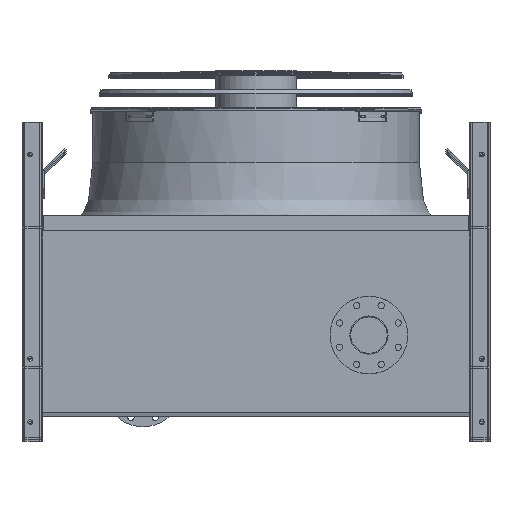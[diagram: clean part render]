
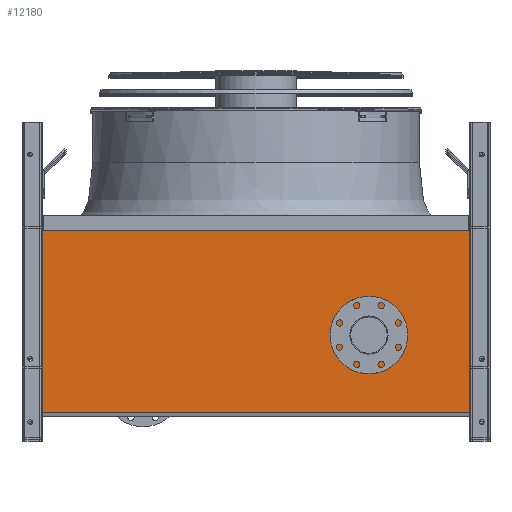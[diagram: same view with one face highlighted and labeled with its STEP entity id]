
A CAD part, top view. The second image highlights one B-rep face of the part: STEP entity #12180.
In plain terms, the highlighted planar face has unit normal (0, 0, 1).
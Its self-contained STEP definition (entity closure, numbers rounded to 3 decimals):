
#312 = AXIS2_PLACEMENT_3D ( 'NONE', #16512, #16485, #16467 ) ;
#328 = LINE ( 'NONE', #6615, #23165 ) ;
#653 = CIRCLE ( 'NONE', #14135, 54. ) ;
#1534 = ORIENTED_EDGE ( 'NONE', *, *, #20005, .F. ) ;
#2052 = VECTOR ( 'NONE', #3575, 1000. ) ;
#2125 = EDGE_LOOP ( 'NONE', ( #9632, #11971, #21580, #5795 ) ) ;
#2643 = CARTESIAN_POINT ( 'NONE',  ( 605., 515., 240. ) ) ;
#3575 = DIRECTION ( 'NONE',  ( 0., 1., 0. ) ) ;
#4206 = DIRECTION ( 'NONE',  ( 0., 0., 1. ) ) ;
#4961 = DIRECTION ( 'NONE',  ( 1., 0., 0. ) ) ;
#5603 = VERTEX_POINT ( 'NONE', #2643 ) ;
#5795 = ORIENTED_EDGE ( 'NONE', *, *, #19986, .T. ) ;
#5907 = VERTEX_POINT ( 'NONE', #20887 ) ;
#6252 = VECTOR ( 'NONE', #8379, 1000. ) ;
#6615 = CARTESIAN_POINT ( 'NONE',  ( -605., 0., 240. ) ) ;
#7038 = CARTESIAN_POINT ( 'NONE',  ( 374., 220., 240. ) ) ;
#8246 = CARTESIAN_POINT ( 'NONE',  ( 320., 220., 240. ) ) ;
#8379 = DIRECTION ( 'NONE',  ( -1., 0., 0. ) ) ;
#9515 = EDGE_LOOP ( 'NONE', ( #1534 ) ) ;
#9632 = ORIENTED_EDGE ( 'NONE', *, *, #19640, .T. ) ;
#9744 = LINE ( 'NONE', #19370, #14679 ) ;
#10246 = CARTESIAN_POINT ( 'NONE',  ( 605., 515., 240. ) ) ;
#11971 = ORIENTED_EDGE ( 'NONE', *, *, #19604, .T. ) ;
#12180 = ADVANCED_FACE ( 'NONE', ( #22604, #23095 ), #16528, .T. ) ;
#12367 = LINE ( 'NONE', #16293, #2052 ) ;
#14135 = AXIS2_PLACEMENT_3D ( 'NONE', #8246, #4206, #18729 ) ;
#14679 = VECTOR ( 'NONE', #17617, 1000. ) ;
#15956 = LINE ( 'NONE', #10246, #6252 ) ;
#16293 = CARTESIAN_POINT ( 'NONE',  ( 605., 0., 240. ) ) ;
#16467 = DIRECTION ( 'NONE',  ( 1., 0., 0. ) ) ;
#16485 = DIRECTION ( 'NONE',  ( 0., 0., 1. ) ) ;
#16512 = CARTESIAN_POINT ( 'NONE',  ( 0., 0., 240. ) ) ;
#16528 = PLANE ( 'NONE',  #312 ) ;
#17186 = CARTESIAN_POINT ( 'NONE',  ( 605., 0., 240. ) ) ;
#17617 = DIRECTION ( 'NONE',  ( 0., -1., 0. ) ) ;
#18729 = DIRECTION ( 'NONE',  ( 1., 0., 0. ) ) ;
#18766 = VERTEX_POINT ( 'NONE', #17186 ) ;
#19370 = CARTESIAN_POINT ( 'NONE',  ( -605., 515., 240. ) ) ;
#19604 = EDGE_CURVE ( 'NONE', #5907, #18766, #328, .T. ) ;
#19640 = EDGE_CURVE ( 'NONE', #20457, #5907, #9744, .T. ) ;
#19900 = EDGE_CURVE ( 'NONE', #18766, #5603, #12367, .T. ) ;
#19986 = EDGE_CURVE ( 'NONE', #5603, #20457, #15956, .T. ) ;
#20005 = EDGE_CURVE ( 'NONE', #20399, #20399, #653, .T. ) ;
#20399 = VERTEX_POINT ( 'NONE', #7038 ) ;
#20457 = VERTEX_POINT ( 'NONE', #23196 ) ;
#20887 = CARTESIAN_POINT ( 'NONE',  ( -605., 0., 240. ) ) ;
#21580 = ORIENTED_EDGE ( 'NONE', *, *, #19900, .T. ) ;
#22604 = FACE_OUTER_BOUND ( 'NONE', #2125, .T. ) ;
#23095 = FACE_BOUND ( 'NONE', #9515, .T. ) ;
#23165 = VECTOR ( 'NONE', #4961, 1000. ) ;
#23196 = CARTESIAN_POINT ( 'NONE',  ( -605., 515., 240. ) ) ;
